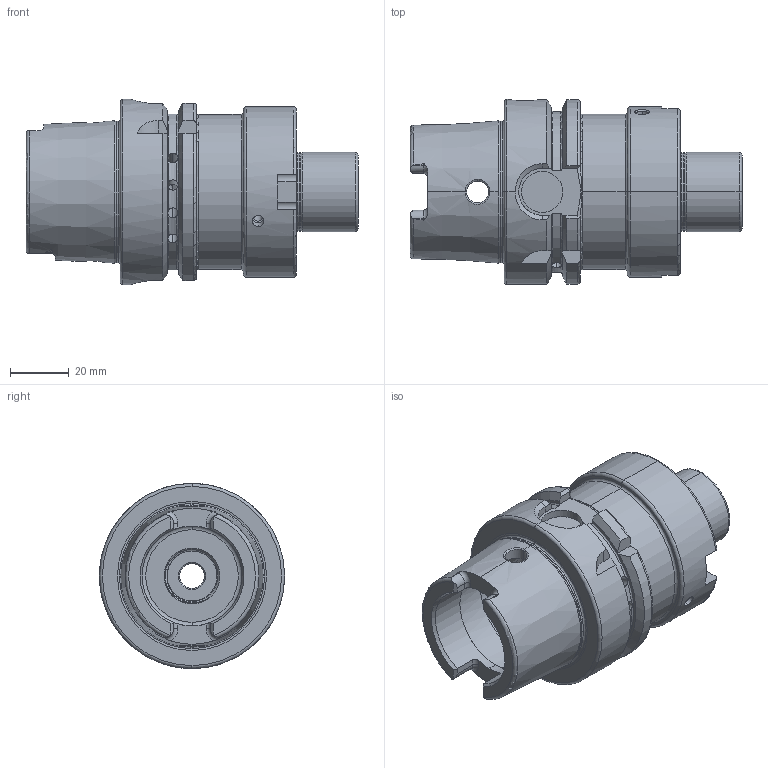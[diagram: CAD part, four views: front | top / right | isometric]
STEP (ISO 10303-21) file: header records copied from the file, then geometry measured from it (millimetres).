
FILE_DESCRIPTION (( 'STEP AP203' ), '1' );
FILE_NAME ('A63.11.27.STEP', '2016-10-17T05:40:06', ( '' ), ( '' ), 'SwSTEP 2.0', 'SolidWorks 2012', '' );
FILE_SCHEMA (( 'CONFIG_CONTROL_DESIGN' ));
Length unit declared in the file: millimetre
Products named in the file (1): A63.11.27
Bounding box: 113 x 63 x 63 mm (x, y, z)
Volume: 165610 mm3; surface area: 36255.8 mm2
Topology: 1 solids, 1 shells, 387 faces, 1061 edges, 665 vertices
Faces by surface type: cylinder 189, plane 75, cone 55, torus 44, bspline 24
Entity records: 29604 total; most frequent: CARTESIAN_POINT 20765, ORIENTED_EDGE 2086, DIRECTION 1593, EDGE_CURVE 1043, VERTEX_POINT 665, AXIS2_PLACEMENT_3D 630, EDGE_LOOP 408, FACE_OUTER_BOUND 387
